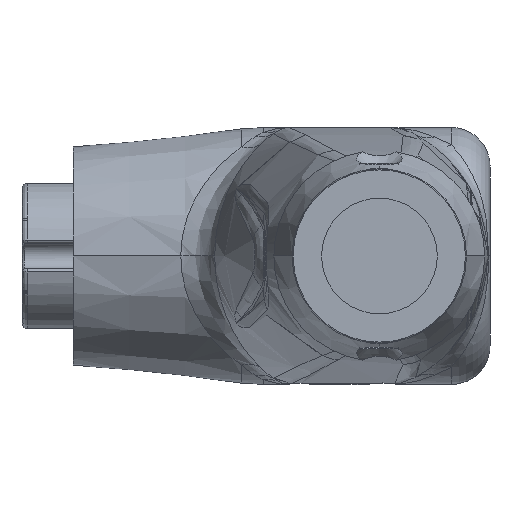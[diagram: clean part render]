
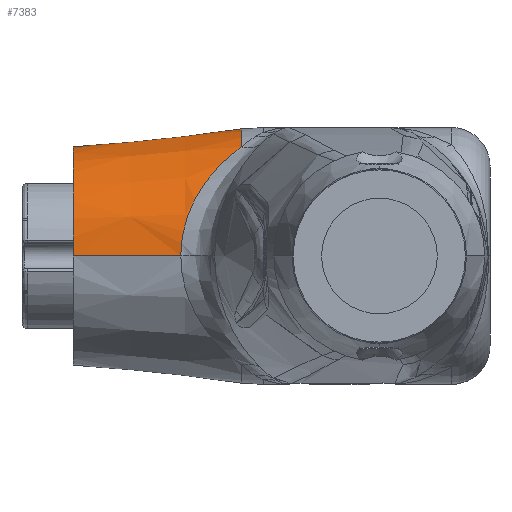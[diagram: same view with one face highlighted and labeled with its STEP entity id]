
A CAD part, left-side view. The second image highlights one B-rep face of the part: STEP entity #7383.
In plain terms, the highlighted conical face has half-angle 6.159 degrees and reference radius 4.602 mm.
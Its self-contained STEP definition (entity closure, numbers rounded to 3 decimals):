
#153=CARTESIAN_POINT('',(0.,4.3,0.));
#154=DIRECTION('',(0.,-1.,0.));
#155=DIRECTION('',(1.,0.,0.));
#156=AXIS2_PLACEMENT_3D('',#153,#154,#155);
#184=DIRECTION('',(-0.107,0.994,0.));
#185=VECTOR('',#184,6.56);
#186=CARTESIAN_POINT('',(4.954,-2.222,0.));
#187=LINE('',#186,#185);
#208=CARTESIAN_POINT('',(-2.558,-2.222,4.242));
#209=CARTESIAN_POINT('',(-2.669,-2.108,4.161));
#210=CARTESIAN_POINT('',(-2.874,-1.894,3.998));
#211=CARTESIAN_POINT('',(-3.153,-1.597,3.738));
#212=CARTESIAN_POINT('',(-3.398,-1.333,3.478));
#213=CARTESIAN_POINT('',(-3.62,-1.089,3.206));
#214=CARTESIAN_POINT('',(-3.83,-0.857,
2.912));
#215=CARTESIAN_POINT('',(-4.026,-0.639,
2.592));
#216=CARTESIAN_POINT('',(-4.201,-0.443,
2.253));
#217=CARTESIAN_POINT('',(-4.354,-0.271,
1.896));
#218=CARTESIAN_POINT('',(-4.486,-0.121,
1.51));
#219=CARTESIAN_POINT('',(-4.598,0.007,1.071));
#220=CARTESIAN_POINT('',(-4.68,0.101,
0.561));
#221=CARTESIAN_POINT('',(-4.701,0.124,
0.193));
#222=CARTESIAN_POINT('',(-4.701,0.124,
0.));
#223=CARTESIAN_POINT('',(-4.701,0.124,
0.));
#225=DIRECTION('',(0.107,0.994,0.));
#226=VECTOR('',#225,4.2);
#227=CARTESIAN_POINT('',(-4.701,0.124,
0.));
#228=LINE('',#227,#226);
#243=CARTESIAN_POINT('',(-2.558,-2.222,4.242));
#245=CARTESIAN_POINT('',(0.,-2.222,0.));
#246=DIRECTION('',(0.,1.,0.));
#247=DIRECTION('',(-0.516,0.,0.856));
#248=AXIS2_PLACEMENT_3D('',#245,#246,#247);
#6648=VERTEX_POINT('',#243);
#6649=CARTESIAN_POINT('',(4.954,-2.222,0.));
#6650=VERTEX_POINT('',#6649);
#6663=VERTEX_POINT('',#223);
#6664=CARTESIAN_POINT('',(-4.25,4.3,0.));
#6665=VERTEX_POINT('',#6664);
#6666=CARTESIAN_POINT('',(4.25,4.3,0.));
#6667=VERTEX_POINT('',#6666);
#7370=CARTESIAN_POINT('',(0.,1.039,0.));
#7371=DIRECTION('',(0.,-1.,0.));
#7372=DIRECTION('',(1.,0.,0.));
#7373=AXIS2_PLACEMENT_3D('',#7370,#7371,#7372);
#7374=CONICAL_SURFACE('',#7373,4.602,6.159);
#7375=ORIENTED_EDGE('',*,*,#7353,.T.);
#7376=ORIENTED_EDGE('',*,*,#7186,.T.);
#7377=ORIENTED_EDGE('',*,*,#7158,.F.);
#7378=ORIENTED_EDGE('',*,*,#7183,.F.);
#7380=ORIENTED_EDGE('',*,*,#7379,.F.);
#7381=EDGE_LOOP('',(#7375,#7376,#7377,#7378,#7380));
#7382=FACE_OUTER_BOUND('',#7381,.F.);
#7383=ADVANCED_FACE('',(#7382),#7374,.T.);
#157=CIRCLE('',#156,4.25);
#224=B_SPLINE_CURVE_WITH_KNOTS('',3,(#208,#209,#210,#211,#212,#213,#214,#215,
#216,#217,#218,#219,#220,#221,#222,#223),.UNSPECIFIED.,.F.,.F.,(4,1,1,1,1,1,1,1,
1,1,1,1,1,4),(0.,0.094,0.178,0.255,
0.329,0.405,0.484,0.562,
0.637,0.713,0.798,0.893,
1.,1.),.UNSPECIFIED.);
#249=CIRCLE('',#248,4.954);
#7158=EDGE_CURVE('',#6667,#6665,#157,.T.);
#7183=EDGE_CURVE('',#6650,#6667,#187,.T.);
#7186=EDGE_CURVE('',#6663,#6665,#228,.T.);
#7353=EDGE_CURVE('',#6648,#6663,#224,.T.);
#7379=EDGE_CURVE('',#6648,#6650,#249,.T.);
